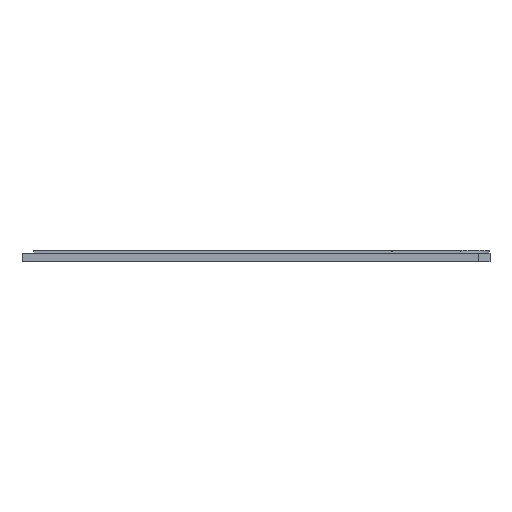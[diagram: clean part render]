
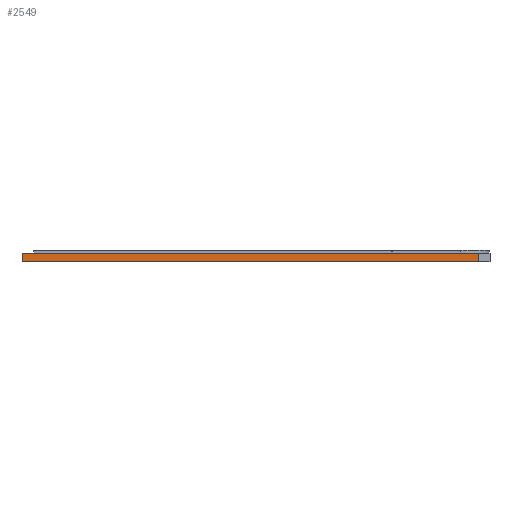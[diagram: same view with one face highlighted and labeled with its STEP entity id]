
A CAD part, left-side view. The second image highlights one B-rep face of the part: STEP entity #2549.
In plain terms, the highlighted planar face has unit normal (-1, 0, 0).
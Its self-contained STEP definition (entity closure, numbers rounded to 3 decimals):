
#221=FACE_OUTER_BOUND('',#402,.T.);
#402=EDGE_LOOP('',(#2264,#2265,#2266,#2267));
#537=LINE('',#3611,#858);
#707=LINE('',#3985,#1028);
#723=LINE('',#4020,#1044);
#724=LINE('',#4021,#1045);
#858=VECTOR('',#2898,10.);
#1028=VECTOR('',#3278,10.);
#1044=VECTOR('',#3300,10.);
#1045=VECTOR('',#3301,10.);
#1170=VERTEX_POINT('',#3596);
#1177=VERTEX_POINT('',#3609);
#1275=VERTEX_POINT('',#3982);
#1276=VERTEX_POINT('',#3984);
#1419=EDGE_CURVE('',#1177,#1170,#537,.T.);
#1605=EDGE_CURVE('',#1275,#1276,#707,.T.);
#1623=EDGE_CURVE('',#1275,#1170,#723,.T.);
#1624=EDGE_CURVE('',#1276,#1177,#724,.T.);
#2264=ORIENTED_EDGE('',*,*,#1605,.F.);
#2265=ORIENTED_EDGE('',*,*,#1623,.T.);
#2266=ORIENTED_EDGE('',*,*,#1419,.F.);
#2267=ORIENTED_EDGE('',*,*,#1624,.F.);
#2429=PLANE('',#2713);
#2549=ADVANCED_FACE('',(#221),#2429,.T.);
#2713=AXIS2_PLACEMENT_3D('',#4019,#3298,#3299);
#2898=DIRECTION('',(0.,1.,0.));
#3278=DIRECTION('',(0.,-1.,0.));
#3298=DIRECTION('center_axis',(-1.,0.,
0.));
#3299=DIRECTION('ref_axis',(0.,1.,0.));
#3300=DIRECTION('',(0.,0.,-1.));
#3301=DIRECTION('',(0.,0.,-1.));
#3596=CARTESIAN_POINT('',(-86.3,329.05,-34.6));
#3609=CARTESIAN_POINT('',(-86.25,176.133,-34.6));
#3611=CARTESIAN_POINT('',(-86.287,289.836,-34.6));
#3982=CARTESIAN_POINT('',(-86.3,329.05,-31.8));
#3984=CARTESIAN_POINT('',(-86.25,176.133,-31.8));
#3985=CARTESIAN_POINT('',(-86.287,289.836,-31.8));
#4019=CARTESIAN_POINT('Origin',(-86.25,176.133,-31.8));
#4020=CARTESIAN_POINT('',(-86.3,329.05,-31.8));
#4021=CARTESIAN_POINT('',(-86.25,176.133,-31.8));
